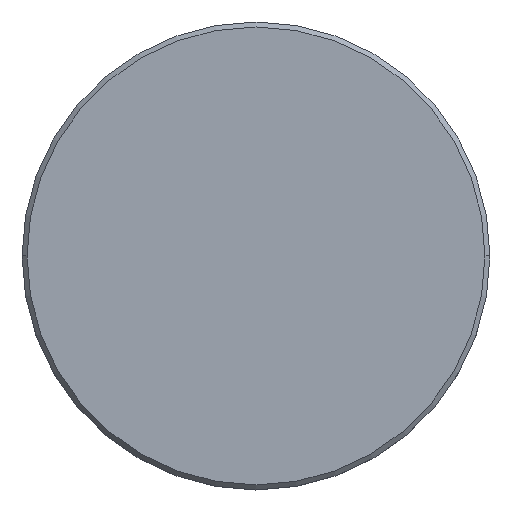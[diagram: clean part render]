
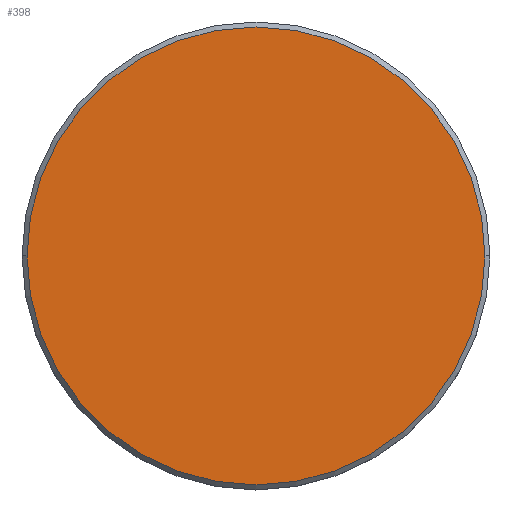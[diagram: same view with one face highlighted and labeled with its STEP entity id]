
A CAD part, top view. The second image highlights one B-rep face of the part: STEP entity #398.
In plain terms, the highlighted planar face has unit normal (0, 0, 1).
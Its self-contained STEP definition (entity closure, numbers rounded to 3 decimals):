
#4 = VERTEX_POINT ( 'NONE', #528 ) ;
#54 = DIRECTION ( 'NONE',  ( 1., 0., 0. ) ) ;
#102 = AXIS2_PLACEMENT_3D ( 'NONE', #162, #353, #716 ) ;
#162 = CARTESIAN_POINT ( 'NONE',  ( 0., 0., 0. ) ) ;
#295 = CIRCLE ( 'NONE', #440, 23. ) ;
#353 = DIRECTION ( 'NONE',  ( 0., 0., 1. ) ) ;
#398 = ADVANCED_FACE ( 'NONE', ( #843 ), #747, .T. ) ;
#440 = AXIS2_PLACEMENT_3D ( 'NONE', #469, #572, #54 ) ;
#467 = DIRECTION ( 'NONE',  ( 1., 0., 0. ) ) ;
#468 = ORIENTED_EDGE ( 'NONE', *, *, #879, .T. ) ;
#469 = CARTESIAN_POINT ( 'NONE',  ( 0., 0., 0. ) ) ;
#488 = AXIS2_PLACEMENT_3D ( 'NONE', #645, #939, #467 ) ;
#528 = CARTESIAN_POINT ( 'NONE',  ( 23., 0., 0. ) ) ;
#572 = DIRECTION ( 'NONE',  ( 0., 0., 1. ) ) ;
#626 = CARTESIAN_POINT ( 'NONE',  ( -23., 0., 0. ) ) ;
#639 = EDGE_CURVE ( 'NONE', #823, #4, #1133, .T. ) ;
#645 = CARTESIAN_POINT ( 'NONE',  ( 0., 0., 0. ) ) ;
#716 = DIRECTION ( 'NONE',  ( 1., 0., 0. ) ) ;
#747 = PLANE ( 'NONE',  #488 ) ;
#823 = VERTEX_POINT ( 'NONE', #626 ) ;
#843 = FACE_OUTER_BOUND ( 'NONE', #1101, .T. ) ;
#846 = ORIENTED_EDGE ( 'NONE', *, *, #639, .T. ) ;
#879 = EDGE_CURVE ( 'NONE', #4, #823, #295, .T. ) ;
#939 = DIRECTION ( 'NONE',  ( 0., 0., 1. ) ) ;
#1101 = EDGE_LOOP ( 'NONE', ( #846, #468 ) ) ;
#1133 = CIRCLE ( 'NONE', #102, 23. ) ;
